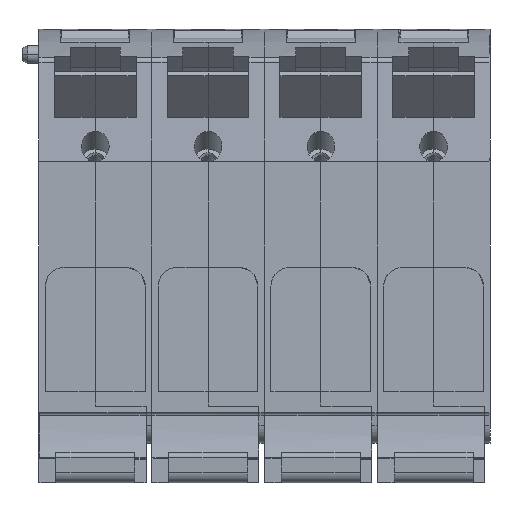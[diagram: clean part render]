
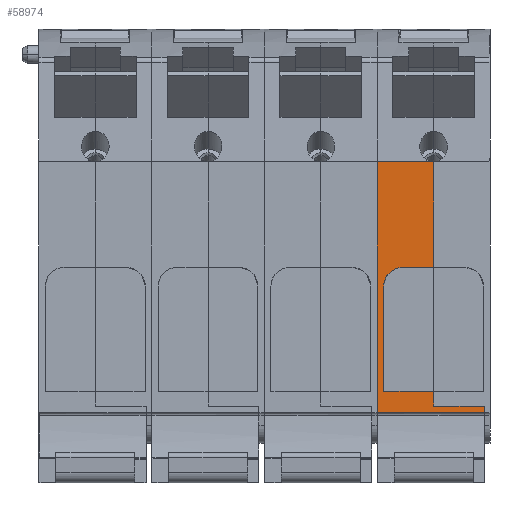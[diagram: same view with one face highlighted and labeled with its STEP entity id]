
A CAD part, front view. The second image highlights one B-rep face of the part: STEP entity #58974.
In plain terms, the highlighted planar face has unit normal (0, -1, 0).
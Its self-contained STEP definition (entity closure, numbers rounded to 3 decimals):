
#58887=AXIS2_PLACEMENT_3D('Plane Axis2P3D',#58884,#58885,#58886) ;
#57062=CARTESIAN_POINT('Vertex',(82.,1.529,13.6)) ;
#57065=CARTESIAN_POINT('Line Origine',(82.,1.529,13.025)) ;
#57069=CARTESIAN_POINT('Vertex',(82.,1.529,12.45)) ;
#58236=CARTESIAN_POINT('Vertex',(63.,1.529,12.45)) ;
#58239=CARTESIAN_POINT('Line Origine',(63.,1.529,34.7)) ;
#58243=CARTESIAN_POINT('Vertex',(63.,1.529,56.95)) ;
#58869=CARTESIAN_POINT('Vertex',(73.,1.529,13.6)) ;
#58872=CARTESIAN_POINT('Line Origine',(77.5,1.529,13.6)) ;
#58884=CARTESIAN_POINT('Axis2P3D Location',(63.,1.529,13.45)) ;
#58889=CARTESIAN_POINT('Line Origine',(72.5,1.529,12.45)) ;
#58894=CARTESIAN_POINT('Line Origine',(73.,1.529,14.9)) ;
#58898=CARTESIAN_POINT('Vertex',(73.,1.529,16.2)) ;
#58901=CARTESIAN_POINT('Line Origine',(68.575,1.529,16.2)) ;
#58905=CARTESIAN_POINT('Vertex',(64.15,1.529,16.2)) ;
#58908=CARTESIAN_POINT('Line Origine',(64.15,1.529,25.546)) ;
#58912=CARTESIAN_POINT('Vertex',(64.15,1.529,34.892)) ;
#58916=CARTESIAN_POINT('Control Point',(67.485,1.529,38.202)) ;
#58917=CARTESIAN_POINT('Control Point',(67.163,1.529,38.201)) ;
#58918=CARTESIAN_POINT('Control Point',(66.84,1.529,38.159)) ;
#58919=CARTESIAN_POINT('Control Point',(66.525,1.529,38.079)) ;
#58920=CARTESIAN_POINT('Control Point',(65.923,1.529,37.845)) ;
#58921=CARTESIAN_POINT('Control Point',(65.394,1.529,37.479)) ;
#58922=CARTESIAN_POINT('Control Point',(65.154,1.529,37.268)) ;
#58923=CARTESIAN_POINT('Control Point',(64.666,1.529,36.726)) ;
#58924=CARTESIAN_POINT('Control Point',(64.339,1.529,36.078)) ;
#58925=CARTESIAN_POINT('Control Point',(64.213,1.529,35.69)) ;
#58926=CARTESIAN_POINT('Control Point',(64.15,1.529,35.29)) ;
#58927=CARTESIAN_POINT('Control Point',(64.15,1.529,34.892)) ;
#58928=CARTESIAN_POINT('Vertex',(67.485,1.529,38.202)) ;
#58931=CARTESIAN_POINT('Line Origine',(70.242,1.529,38.202)) ;
#58935=CARTESIAN_POINT('Vertex',(73.,1.529,38.202)) ;
#58938=CARTESIAN_POINT('Line Origine',(73.,1.529,47.571)) ;
#58942=CARTESIAN_POINT('Vertex',(73.,1.529,56.94)) ;
#58946=CARTESIAN_POINT('Control Point',(72.793,1.529,56.95)) ;
#58947=CARTESIAN_POINT('Control Point',(72.834,1.529,56.946)) ;
#58948=CARTESIAN_POINT('Control Point',(72.875,1.529,56.943)) ;
#58949=CARTESIAN_POINT('Control Point',(72.917,1.529,56.941)) ;
#58950=CARTESIAN_POINT('Control Point',(72.958,1.529,56.94)) ;
#58951=CARTESIAN_POINT('Control Point',(73.,1.529,56.94)) ;
#58952=CARTESIAN_POINT('Vertex',(72.793,1.529,56.95)) ;
#58955=CARTESIAN_POINT('Line Origine',(67.896,1.529,56.95)) ;
#57066=DIRECTION('Vector Direction',(0.,0.,1.)) ;
#58240=DIRECTION('Vector Direction',(0.,0.,1.)) ;
#58873=DIRECTION('Vector Direction',(1.,0.,0.)) ;
#58885=DIRECTION('Axis2P3D Direction',(0.,1.,0.)) ;
#58886=DIRECTION('Axis2P3D XDirection',(0.,0.,1.)) ;
#58890=DIRECTION('Vector Direction',(-1.,0.,0.)) ;
#58895=DIRECTION('Vector Direction',(0.,0.,1.)) ;
#58902=DIRECTION('Vector Direction',(1.,0.,0.)) ;
#58909=DIRECTION('Vector Direction',(0.,0.,-1.)) ;
#58932=DIRECTION('Vector Direction',(-1.,0.,0.)) ;
#58939=DIRECTION('Vector Direction',(0.,0.,1.)) ;
#58956=DIRECTION('Vector Direction',(1.,0.,0.)) ;
#57067=VECTOR('Line Direction',#57066,1.) ;
#58241=VECTOR('Line Direction',#58240,1.) ;
#58874=VECTOR('Line Direction',#58873,1.) ;
#58891=VECTOR('Line Direction',#58890,1.) ;
#58896=VECTOR('Line Direction',#58895,1.) ;
#58903=VECTOR('Line Direction',#58902,1.) ;
#58910=VECTOR('Line Direction',#58909,1.) ;
#58933=VECTOR('Line Direction',#58932,1.) ;
#58940=VECTOR('Line Direction',#58939,1.) ;
#58957=VECTOR('Line Direction',#58956,1.) ;
#58961=ORIENTED_EDGE('',*,*,#58893,.F.) ;
#58962=ORIENTED_EDGE('',*,*,#57071,.F.) ;
#58963=ORIENTED_EDGE('',*,*,#58876,.T.) ;
#58964=ORIENTED_EDGE('',*,*,#58900,.T.) ;
#58965=ORIENTED_EDGE('',*,*,#58907,.F.) ;
#58966=ORIENTED_EDGE('',*,*,#58914,.T.) ;
#58967=ORIENTED_EDGE('',*,*,#58930,.T.) ;
#58968=ORIENTED_EDGE('',*,*,#58937,.T.) ;
#58969=ORIENTED_EDGE('',*,*,#58944,.F.) ;
#58970=ORIENTED_EDGE('',*,*,#58954,.F.) ;
#58971=ORIENTED_EDGE('',*,*,#58959,.F.) ;
#58972=ORIENTED_EDGE('',*,*,#58245,.F.) ;
#58974=ADVANCED_FACE('MLD',(#58973),#58888,.F.) ;
#58915=B_SPLINE_CURVE_WITH_KNOTS('',5,(#58916,#58917,#58918,#58919,#58920,#58921,#58922,#58923,#58924,#58925,#58926,#58927),.UNSPECIFIED.,.F.,.U.,(6,3,3,6),(0.,2.31,4.606,7.572),.UNSPECIFIED.) ;
#58945=B_SPLINE_CURVE_WITH_KNOTS('',5,(#58946,#58947,#58948,#58949,#58950,#58951),.UNSPECIFIED.,.F.,.U.,(6,6),(0.,0.294),.UNSPECIFIED.) ;
#57071=EDGE_CURVE('',#57063,#57070,#57068,.F.) ;
#58245=EDGE_CURVE('',#58237,#58244,#58242,.T.) ;
#58876=EDGE_CURVE('',#57063,#58870,#58875,.F.) ;
#58893=EDGE_CURVE('',#57070,#58237,#58892,.T.) ;
#58900=EDGE_CURVE('',#58870,#58899,#58897,.T.) ;
#58907=EDGE_CURVE('',#58906,#58899,#58904,.T.) ;
#58914=EDGE_CURVE('',#58906,#58913,#58911,.F.) ;
#58930=EDGE_CURVE('',#58913,#58929,#58915,.F.) ;
#58937=EDGE_CURVE('',#58929,#58936,#58934,.F.) ;
#58944=EDGE_CURVE('',#58943,#58936,#58941,.F.) ;
#58954=EDGE_CURVE('',#58953,#58943,#58945,.T.) ;
#58959=EDGE_CURVE('',#58244,#58953,#58958,.T.) ;
#58960=EDGE_LOOP('',(#58961,#58962,#58963,#58964,#58965,#58966,#58967,#58968,#58969,#58970,#58971,#58972)) ;
#58973=FACE_OUTER_BOUND('',#58960,.T.) ;
#57068=LINE('Line',#57065,#57067) ;
#58242=LINE('Line',#58239,#58241) ;
#58875=LINE('Line',#58872,#58874) ;
#58892=LINE('Line',#58889,#58891) ;
#58897=LINE('Line',#58894,#58896) ;
#58904=LINE('Line',#58901,#58903) ;
#58911=LINE('Line',#58908,#58910) ;
#58934=LINE('Line',#58931,#58933) ;
#58941=LINE('Line',#58938,#58940) ;
#58958=LINE('Line',#58955,#58957) ;
#58888=PLANE('',#58887) ;
#57063=VERTEX_POINT('',#57062) ;
#57070=VERTEX_POINT('',#57069) ;
#58237=VERTEX_POINT('',#58236) ;
#58244=VERTEX_POINT('',#58243) ;
#58870=VERTEX_POINT('',#58869) ;
#58899=VERTEX_POINT('',#58898) ;
#58906=VERTEX_POINT('',#58905) ;
#58913=VERTEX_POINT('',#58912) ;
#58929=VERTEX_POINT('',#58928) ;
#58936=VERTEX_POINT('',#58935) ;
#58943=VERTEX_POINT('',#58942) ;
#58953=VERTEX_POINT('',#58952) ;
